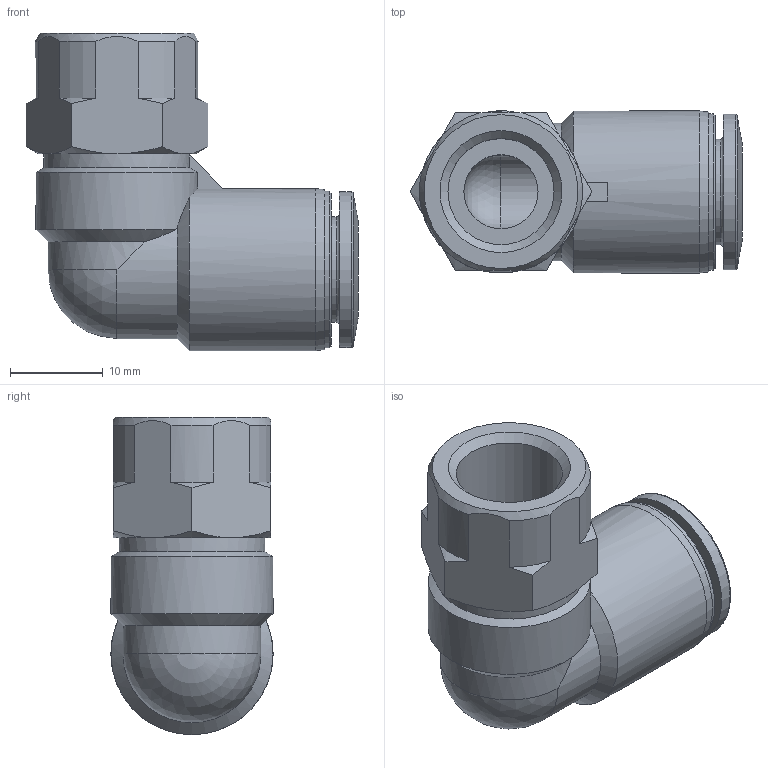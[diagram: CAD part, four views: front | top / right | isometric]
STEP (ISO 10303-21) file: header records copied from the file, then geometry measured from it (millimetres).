
FILE_DESCRIPTION(/* description */ ('STEP AP214'),/* implementation_level */ '2;1');
FILE_NAME(/* name */ '153279_QSLF-1_4-10-B',/* time_stamp */ '2024-09-14T09:20:10+02:00',/* author */ ('License CC BY-ND 4.0'),/* organization */ ('CADENAS'),/* preprocessor_version */ 'ST-DEVELOPER v19.3',/* originating_system */ 'PARTsolutions',/* authorisation */ ' ');
FILE_SCHEMA (('AUTOMOTIVE_DESIGN {1 0 10303 214 3 1 1}'));
Length unit declared in the file: millimetre
Products named in the file (1): 153279 QSLF-1/4-10-B
Bounding box: 35.81 x 17.5 x 34.25 mm (x, y, z)
Volume: 7560.8 mm3; surface area: 4812.1 mm2
Topology: 1 solids, 1 shells, 59 faces, 147 edges, 93 vertices
Faces by surface type: cone 20, cylinder 18, plane 16, torus 3, sphere 2
Full cylindrical faces by diameter (mm): 8 x2, 10 x1, 11.4 x1, 11.445 x1, 15.75 x1, 16.8 x1, 16.9 x1, 17.5 x1
Entity records: 2076 total; most frequent: CARTESIAN_POINT 385, DIRECTION 258, ORIENTED_EDGE 240, EDGE_CURVE 120, AXIS2_PLACEMENT_3D 116, VERTEX_POINT 85, EDGE_LOOP 83, FACE_BOUND 83
